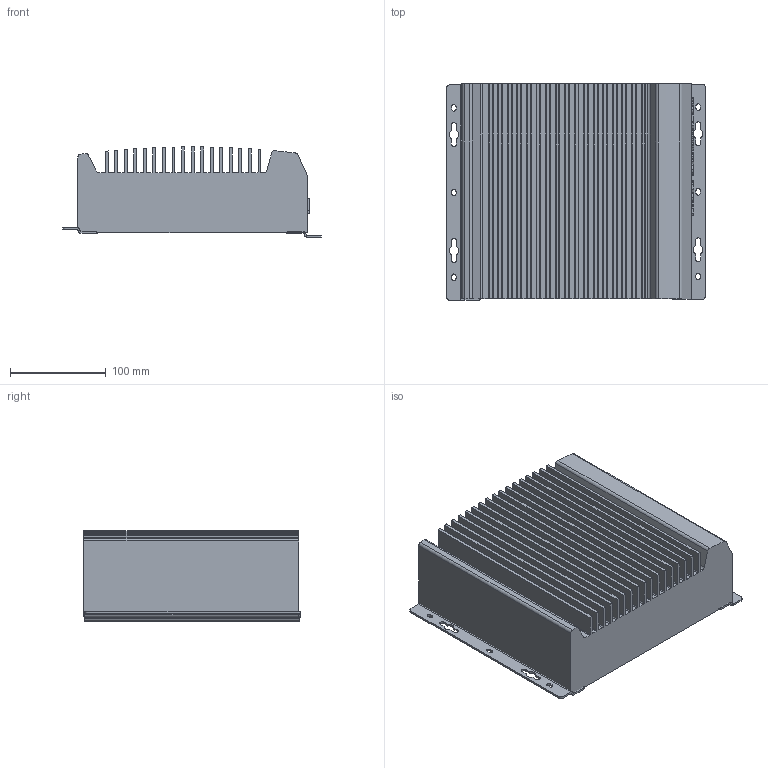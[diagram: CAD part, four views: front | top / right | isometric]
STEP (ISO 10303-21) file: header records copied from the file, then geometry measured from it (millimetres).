
FILE_DESCRIPTION(/* description */ ('','CAx-IF Rec.Pracs.---Representation and Presentation of Product Manufacturing Information (PMI)---4.0---2014-10-13'),/* implementation_level */ '2;1');
FILE_NAME(/* name */ 'BSP Optimiser v1.step',/* time_stamp */ '2025-03-05T16:55:54+05:30',/* author */ (''),/* organization */ (''),/* preprocessor_version */ 'ST-DEVELOPER v20',/* originating_system */ 'Autodesk Translation Framework v13.20.0.188',/* authorisation */ '');
FILE_SCHEMA (('AP242_MANAGED_MODEL_BASED_3D_ENGINEERING_MIM_LF { 1 0 10303 442 1 1 4 }'));
Length unit declared in the file: millimetre
Products named in the file (4): BSP Optimiser; optimiser; optimiser01; optimiser02
Assembly tree (3 placements, depth 2):
  BSP Optimiser
    optimiser
    optimiser01
    optimiser02
Bounding box: 270.77 x 226.53 x 94.56 mm (x, y, z)
Volume: 3957282.2 mm3; surface area: 408516.9 mm2
Topology: 3 solids, 3 shells, 507 faces, 1419 edges, 942 vertices
Faces by surface type: plane 218, bspline 152, cylinder 121, torus 8, cone 8
Full cylindrical faces by diameter (mm): 3.3 x4, 4.5 x4
Entity records: 17920 total; most frequent: CARTESIAN_POINT 5455, ORIENTED_EDGE 2830, DIRECTION 2101, EDGE_CURVE 1415, VERTEX_POINT 942, LINE 845, VECTOR 845, AXIS2_PLACEMENT_3D 628
